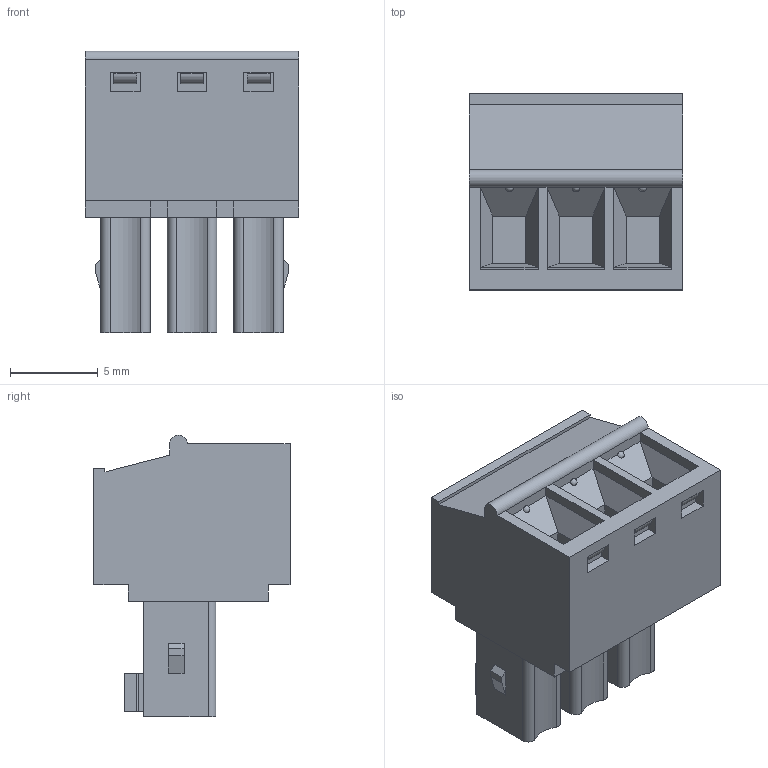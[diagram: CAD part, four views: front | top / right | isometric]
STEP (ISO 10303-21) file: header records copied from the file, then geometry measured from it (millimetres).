
FILE_DESCRIPTION((''),'2;1');
FILE_NAME('WJ15EDGK_381-03P','2016-08-09T',('QZY'),(''),'CREO PARAMETRIC BY PTC INC, 2014440','CREO PARAMETRIC BY PTC INC, 2014440','');
FILE_SCHEMA(('CONFIG_CONTROL_DESIGN'));
Length unit declared in the file: millimetre
Products named in the file (1): WJ15EDGK_381-03P
Bounding box: 12.22 x 11.2 x 16.1 mm (x, y, z)
Volume: 1217 mm3; surface area: 1259.7 mm2
Topology: 1 solids, 1 shells, 287 faces, 698 edges, 436 vertices
Faces by surface type: plane 178, cylinder 61, cone 30, torus 12, sphere 6
Entity records: 8448 total; most frequent: CARTESIAN_POINT 1598, DIRECTION 1427, ORIENTED_EDGE 1384, EDGE_CURVE 692, VECTOR 477, LINE 477, AXIS2_PLACEMENT_3D 475, VERTEX_POINT 436
